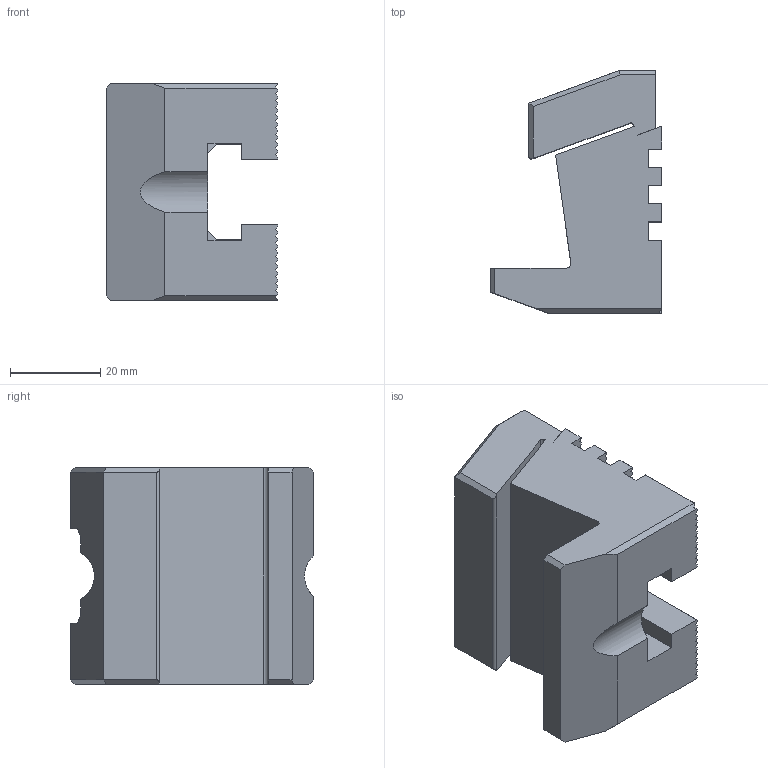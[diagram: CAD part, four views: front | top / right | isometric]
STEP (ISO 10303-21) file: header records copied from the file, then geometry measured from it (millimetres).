
FILE_DESCRIPTION(/* description */ (''),/* implementation_level */ '2;1');
FILE_NAME(/* name */ 'W9990065A_stp.stp',/* time_stamp */ '2009-06-18T10:23:41+02:00',/* author */ (''),/* organization */ (''),/* preprocessor_version */ 'ST-DEVELOPER v11',/* originating_system */ 'UGS - NX 5.0',/* authorisation */ '');
FILE_SCHEMA (('AUTOMOTIVE_DESIGN { 1 0 10303 214 0 1 1 1 }'));
Length unit declared in the file: millimetre
Products named in the file (1): krue3BF1f4hi
Bounding box: 38 x 53.75 x 48 mm (x, y, z)
Volume: 47691.1 mm3; surface area: 15520.9 mm2
Topology: 1 solids, 1 shells, 376 faces, 1122 edges, 746 vertices
Faces by surface type: plane 370, cylinder 6
Entity records: 12398 total; most frequent: CARTESIAN_POINT 2245, ORIENTED_EDGE 2244, DIRECTION 1888, EDGE_CURVE 1122, LINE 1110, VECTOR 1110, VERTEX_POINT 746, AXIS2_PLACEMENT_3D 389
